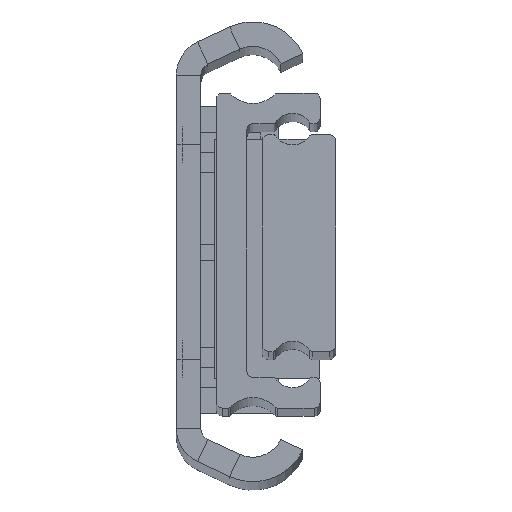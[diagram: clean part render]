
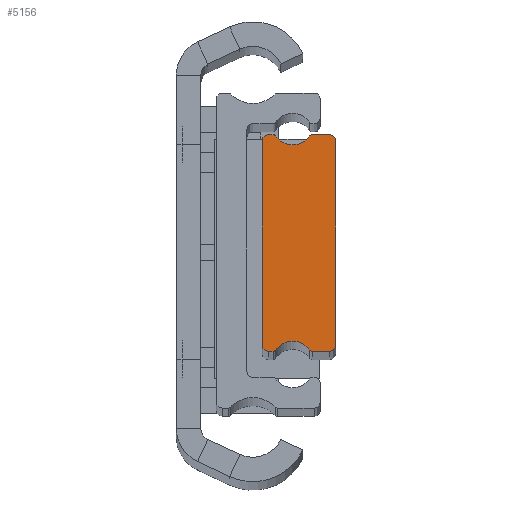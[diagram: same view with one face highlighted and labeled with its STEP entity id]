
A CAD part, top view. The second image highlights one B-rep face of the part: STEP entity #5156.
In plain terms, the highlighted planar face has unit normal (0, 0, 1).
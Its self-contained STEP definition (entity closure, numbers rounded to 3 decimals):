
#109 = AXIS2_PLACEMENT_3D ( 'NONE', #2838, #5152, #3234 ) ;
#126 = CARTESIAN_POINT ( 'NONE',  ( -11., -16.687, 0. ) ) ;
#143 = ORIENTED_EDGE ( 'NONE', *, *, #1557, .T. ) ;
#216 = CARTESIAN_POINT ( 'NONE',  ( -11., 16.687, 0. ) ) ;
#276 = DIRECTION ( 'NONE',  ( 1., 0., 0. ) ) ;
#305 = EDGE_CURVE ( 'NONE', #4889, #5020, #1842, .T. ) ;
#313 = VECTOR ( 'NONE', #2145, 1000. ) ;
#322 = ORIENTED_EDGE ( 'NONE', *, *, #4315, .T. ) ;
#400 = DIRECTION ( 'NONE',  ( 1., 0., 0. ) ) ;
#523 = CARTESIAN_POINT ( 'NONE',  ( -11., -17.687, 0. ) ) ;
#586 = CARTESIAN_POINT ( 'NONE',  ( -11., -17.687, 0. ) ) ;
#608 = VECTOR ( 'NONE', #806, 1000. ) ;
#634 = DIRECTION ( 'NONE',  ( 1., 0., 0. ) ) ;
#669 = CARTESIAN_POINT ( 'NONE',  ( -12., 16.688, 0. ) ) ;
#694 = DIRECTION ( 'NONE',  ( 1., 0., 0. ) ) ;
#718 = AXIS2_PLACEMENT_3D ( 'NONE', #1370, #5136, #1503 ) ;
#765 = ORIENTED_EDGE ( 'NONE', *, *, #305, .T. ) ;
#806 = DIRECTION ( 'NONE',  ( -1., 0., 0. ) ) ;
#844 = EDGE_CURVE ( 'NONE', #4822, #1628, #3535, .T. ) ;
#847 = VERTEX_POINT ( 'NONE', #586 ) ;
#874 = EDGE_CURVE ( 'NONE', #2051, #4889, #2940, .T. ) ;
#958 = CARTESIAN_POINT ( 'NONE',  ( -4.208, 17.473, 0. ) ) ;
#967 = CIRCLE ( 'NONE', #2333, 1. ) ;
#995 = VERTEX_POINT ( 'NONE', #1983 ) ;
#1001 = DIRECTION ( 'NONE',  ( 1., 0., 0. ) ) ;
#1007 = EDGE_CURVE ( 'NONE', #4663, #4193, #1589, .T. ) ;
#1026 = DIRECTION ( 'NONE',  ( 0., 0., 1. ) ) ;
#1094 = DIRECTION ( 'NONE',  ( 0., 0., 1. ) ) ;
#1146 = DIRECTION ( 'NONE',  ( 1., 0., 0. ) ) ;
#1168 = PLANE ( 'NONE',  #109 ) ;
#1172 = EDGE_CURVE ( 'NONE', #847, #995, #4071, .T. ) ;
#1245 = VECTOR ( 'NONE', #4442, 1000. ) ;
#1267 = EDGE_CURVE ( 'NONE', #1628, #1855, #1680, .T. ) ;
#1309 = VECTOR ( 'NONE', #1844, 1000. ) ;
#1320 = VERTEX_POINT ( 'NONE', #4835 ) ;
#1336 = ORIENTED_EDGE ( 'NONE', *, *, #3001, .T. ) ;
#1370 = CARTESIAN_POINT ( 'NONE',  ( -10.203, -17.188, 0. ) ) ;
#1398 = CARTESIAN_POINT ( 'NONE',  ( -1., 17.688, 0. ) ) ;
#1400 = CARTESIAN_POINT ( 'NONE',  ( -7., -19.412, 0. ) ) ;
#1449 = CARTESIAN_POINT ( 'NONE',  ( -3.797, 17.688, 0. ) ) ;
#1469 = VERTEX_POINT ( 'NONE', #3120 ) ;
#1503 = DIRECTION ( 'NONE',  ( 1., 0., 0. ) ) ;
#1509 = EDGE_CURVE ( 'NONE', #1469, #847, #3174, .T. ) ;
#1557 = EDGE_CURVE ( 'NONE', #995, #4822, #3930, .T. ) ;
#1589 = LINE ( 'NONE', #2803, #1245 ) ;
#1612 = CIRCLE ( 'NONE', #2881, 1. ) ;
#1628 = VERTEX_POINT ( 'NONE', #1632 ) ;
#1632 = CARTESIAN_POINT ( 'NONE',  ( -4.208, -17.473, 0. ) ) ;
#1642 = CARTESIAN_POINT ( 'NONE',  ( -11., 17.688, 0. ) ) ;
#1653 = CARTESIAN_POINT ( 'NONE',  ( -9.792, -17.473, 0. ) ) ;
#1680 = CIRCLE ( 'NONE', #1854, 0.5 ) ;
#1733 = VECTOR ( 'NONE', #4979, 1000. ) ;
#1769 = EDGE_CURVE ( 'NONE', #5036, #4663, #1985, .T. ) ;
#1782 = DIRECTION ( 'NONE',  ( 0., -1., 0. ) ) ;
#1839 = EDGE_CURVE ( 'NONE', #2885, #1320, #967, .T. ) ;
#1842 = CIRCLE ( 'NONE', #4540, 3.4 ) ;
#1844 = DIRECTION ( 'NONE',  ( 1., 0., 0. ) ) ;
#1854 = AXIS2_PLACEMENT_3D ( 'NONE', #2650, #1026, #634 ) ;
#1855 = VERTEX_POINT ( 'NONE', #3557 ) ;
#1883 = ORIENTED_EDGE ( 'NONE', *, *, #1839, .T. ) ;
#1916 = FACE_OUTER_BOUND ( 'NONE', #3786, .T. ) ;
#1943 = CARTESIAN_POINT ( 'NONE',  ( -10.203, 17.188, 0. ) ) ;
#1947 = DIRECTION ( 'NONE',  ( 0., 0., -1. ) ) ;
#1983 = CARTESIAN_POINT ( 'NONE',  ( -10.203, -17.688, 0. ) ) ;
#1985 = CIRCLE ( 'NONE', #2417, 1. ) ;
#1999 = LINE ( 'NONE', #3546, #608 ) ;
#2051 = VERTEX_POINT ( 'NONE', #1449 ) ;
#2083 = ORIENTED_EDGE ( 'NONE', *, *, #1267, .T. ) ;
#2103 = AXIS2_PLACEMENT_3D ( 'NONE', #2686, #3102, #3601 ) ;
#2139 = VERTEX_POINT ( 'NONE', #1398 ) ;
#2145 = DIRECTION ( 'NONE',  ( 1., 0., 0. ) ) ;
#2162 = AXIS2_PLACEMENT_3D ( 'NONE', #126, #2680, #276 ) ;
#2333 = AXIS2_PLACEMENT_3D ( 'NONE', #216, #1094, #694 ) ;
#2335 = ORIENTED_EDGE ( 'NONE', *, *, #844, .T. ) ;
#2401 = CARTESIAN_POINT ( 'NONE',  ( -7., 19.412, 0. ) ) ;
#2417 = AXIS2_PLACEMENT_3D ( 'NONE', #4307, #4724, #1146 ) ;
#2650 = CARTESIAN_POINT ( 'NONE',  ( -3.797, -17.188, 0. ) ) ;
#2680 = DIRECTION ( 'NONE',  ( 0., 0., 1. ) ) ;
#2682 = ORIENTED_EDGE ( 'NONE', *, *, #1509, .T. ) ;
#2686 = CARTESIAN_POINT ( 'NONE',  ( -3.797, 17.188, 0. ) ) ;
#2760 = EDGE_CURVE ( 'NONE', #1855, #5036, #4989, .T. ) ;
#2803 = CARTESIAN_POINT ( 'NONE',  ( 0., -16.688, 0. ) ) ;
#2838 = CARTESIAN_POINT ( 'NONE',  ( -11., 16.687, 0. ) ) ;
#2881 = AXIS2_PLACEMENT_3D ( 'NONE', #5103, #3019, #1001 ) ;
#2885 = VERTEX_POINT ( 'NONE', #1642 ) ;
#2940 = CIRCLE ( 'NONE', #2103, 0.5 ) ;
#3001 = EDGE_CURVE ( 'NONE', #3507, #2885, #4998, .T. ) ;
#3019 = DIRECTION ( 'NONE',  ( 0., 0., 1. ) ) ;
#3034 = CARTESIAN_POINT ( 'NONE',  ( -3.797, -17.688, 0. ) ) ;
#3102 = DIRECTION ( 'NONE',  ( 0., 0., 1. ) ) ;
#3120 = CARTESIAN_POINT ( 'NONE',  ( -12., -16.687, 0. ) ) ;
#3134 = DIRECTION ( 'NONE',  ( 0., 0., 1. ) ) ;
#3136 = ORIENTED_EDGE ( 'NONE', *, *, #3676, .T. ) ;
#3174 = CIRCLE ( 'NONE', #2162, 1. ) ;
#3234 = DIRECTION ( 'NONE',  ( 1., 0., 0. ) ) ;
#3409 = ORIENTED_EDGE ( 'NONE', *, *, #1769, .T. ) ;
#3507 = VERTEX_POINT ( 'NONE', #4652 ) ;
#3531 = EDGE_CURVE ( 'NONE', #4193, #2139, #1612, .T. ) ;
#3535 = CIRCLE ( 'NONE', #4881, 3.4 ) ;
#3546 = CARTESIAN_POINT ( 'NONE',  ( -1., 17.688, 0. ) ) ;
#3557 = CARTESIAN_POINT ( 'NONE',  ( -3.797, -17.688, 0. ) ) ;
#3601 = DIRECTION ( 'NONE',  ( 1., 0., 0. ) ) ;
#3676 = EDGE_CURVE ( 'NONE', #2139, #2051, #1999, .T. ) ;
#3786 = EDGE_LOOP ( 'NONE', ( #1883, #322, #2682, #4586, #143, #2335, #2083, #4518, #3409, #4576, #4507, #3136, #5158, #765, #4735, #1336 ) ) ;
#3914 = AXIS2_PLACEMENT_3D ( 'NONE', #1943, #3134, #4746 ) ;
#3930 = CIRCLE ( 'NONE', #718, 0.5 ) ;
#4028 = EDGE_CURVE ( 'NONE', #5020, #3507, #5095, .T. ) ;
#4031 = CARTESIAN_POINT ( 'NONE',  ( 0., -16.688, 0. ) ) ;
#4071 = LINE ( 'NONE', #523, #313 ) ;
#4193 = VERTEX_POINT ( 'NONE', #4478 ) ;
#4221 = LINE ( 'NONE', #669, #5188 ) ;
#4299 = DIRECTION ( 'NONE',  ( 1., 0., 0. ) ) ;
#4307 = CARTESIAN_POINT ( 'NONE',  ( -1., -16.688, 0. ) ) ;
#4315 = EDGE_CURVE ( 'NONE', #1320, #1469, #4221, .T. ) ;
#4442 = DIRECTION ( 'NONE',  ( 0., 1., 0. ) ) ;
#4478 = CARTESIAN_POINT ( 'NONE',  ( 0., 16.688, 0. ) ) ;
#4495 = CARTESIAN_POINT ( 'NONE',  ( -10.203, 17.688, 0. ) ) ;
#4507 = ORIENTED_EDGE ( 'NONE', *, *, #3531, .T. ) ;
#4518 = ORIENTED_EDGE ( 'NONE', *, *, #2760, .T. ) ;
#4540 = AXIS2_PLACEMENT_3D ( 'NONE', #2401, #1947, #400 ) ;
#4576 = ORIENTED_EDGE ( 'NONE', *, *, #1007, .T. ) ;
#4586 = ORIENTED_EDGE ( 'NONE', *, *, #1172, .T. ) ;
#4652 = CARTESIAN_POINT ( 'NONE',  ( -10.203, 17.688, 0. ) ) ;
#4663 = VERTEX_POINT ( 'NONE', #4031 ) ;
#4723 = CARTESIAN_POINT ( 'NONE',  ( -1., -17.688, 0. ) ) ;
#4724 = DIRECTION ( 'NONE',  ( 0., 0., 1. ) ) ;
#4735 = ORIENTED_EDGE ( 'NONE', *, *, #4028, .T. ) ;
#4746 = DIRECTION ( 'NONE',  ( 1., 0., 0. ) ) ;
#4822 = VERTEX_POINT ( 'NONE', #1653 ) ;
#4835 = CARTESIAN_POINT ( 'NONE',  ( -12., 16.688, 0. ) ) ;
#4881 = AXIS2_PLACEMENT_3D ( 'NONE', #1400, #5060, #4299 ) ;
#4889 = VERTEX_POINT ( 'NONE', #958 ) ;
#4979 = DIRECTION ( 'NONE',  ( -1., 0., 0. ) ) ;
#4989 = LINE ( 'NONE', #3034, #1309 ) ;
#4998 = LINE ( 'NONE', #4495, #1733 ) ;
#5009 = CARTESIAN_POINT ( 'NONE',  ( -9.792, 17.473, 0. ) ) ;
#5020 = VERTEX_POINT ( 'NONE', #5009 ) ;
#5036 = VERTEX_POINT ( 'NONE', #4723 ) ;
#5060 = DIRECTION ( 'NONE',  ( 0., 0., -1. ) ) ;
#5095 = CIRCLE ( 'NONE', #3914, 0.5 ) ;
#5103 = CARTESIAN_POINT ( 'NONE',  ( -1., 16.688, 0. ) ) ;
#5136 = DIRECTION ( 'NONE',  ( 0., 0., 1. ) ) ;
#5152 = DIRECTION ( 'NONE',  ( 0., 0., 1. ) ) ;
#5156 = ADVANCED_FACE ( 'NONE', ( #1916 ), #1168, .T. ) ;
#5158 = ORIENTED_EDGE ( 'NONE', *, *, #874, .T. ) ;
#5188 = VECTOR ( 'NONE', #1782, 1000. ) ;
